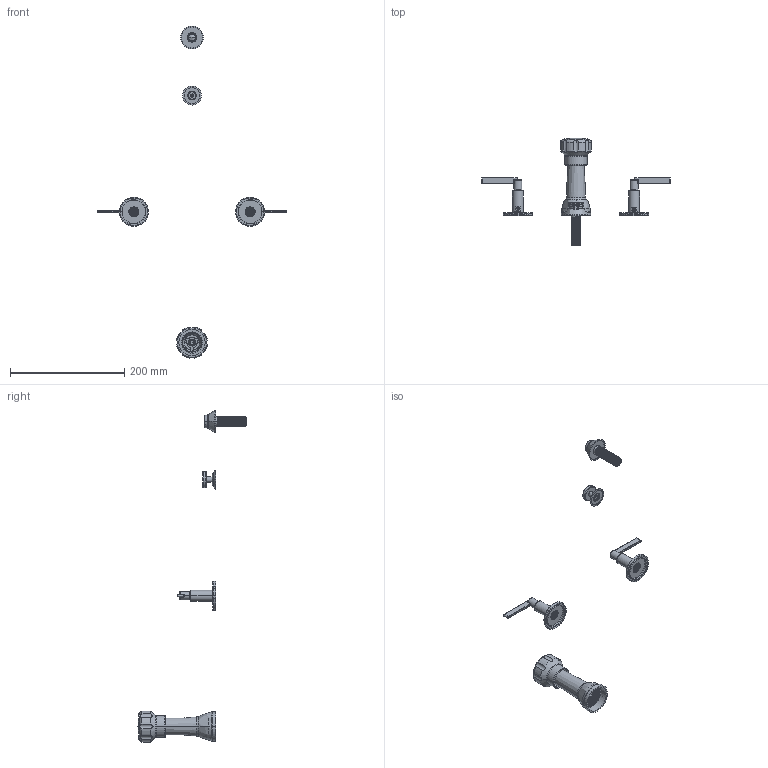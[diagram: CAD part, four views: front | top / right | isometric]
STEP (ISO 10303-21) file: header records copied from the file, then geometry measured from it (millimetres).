
FILE_DESCRIPTION((''),'2;1');
FILE_NAME('3329_ASM','2020-09-14T11:56:50',('jinson.thomas'),(''),'CREO PARAMETRIC BY PTC INC, 2018400','CREO PARAMETRIC BY PTC INC, 2018400','');
FILE_SCHEMA(('CONFIG_CONTROL_DESIGN'));
Length unit declared in the file: inch
Products named in the file (19): 10078; 2-159_ASM; 10600; 10601; 10602; 2-235_ASM; 10603; 11647; 10605; 2-125_ASM; 2-236_ASM; 80080; 13532; 20-565_ASM; 13533; 13534; 20-566_ASM; 3-721_ASM; 3329_ASM
Assembly tree (19 placements, depth 4):
  3329_ASM
    2-159_ASM
      10078
    2-235_ASM
      10600
      10601
      10602
    2-236_ASM
      10603
      2-125_ASM
        11647
        10605
    80080
    3-721_ASM  x2
      20-565_ASM
        13532
      20-566_ASM
        13533
        13534
Bounding box: 330.2 x 189.05 x 580.53 mm (x, y, z)
Volume: 106988.9 mm3; surface area: 91330.2 mm2
Topology: 14 solids, 14 shells, 1136 faces, 2920 edges, 1852 vertices
Faces by surface type: cylinder 515, plane 275, bspline 120, torus 116, cone 106, sphere 4
Entity records: 55077 total; most frequent: CARTESIAN_POINT 33435, ORIENTED_EDGE 4808, DIRECTION 3927, EDGE_CURVE 2404, AXIS2_PLACEMENT_3D 1578, VERTEX_POINT 1530, EDGE_LOOP 994, B_SPLINE_CURVE_WITH_KNOTS 944
